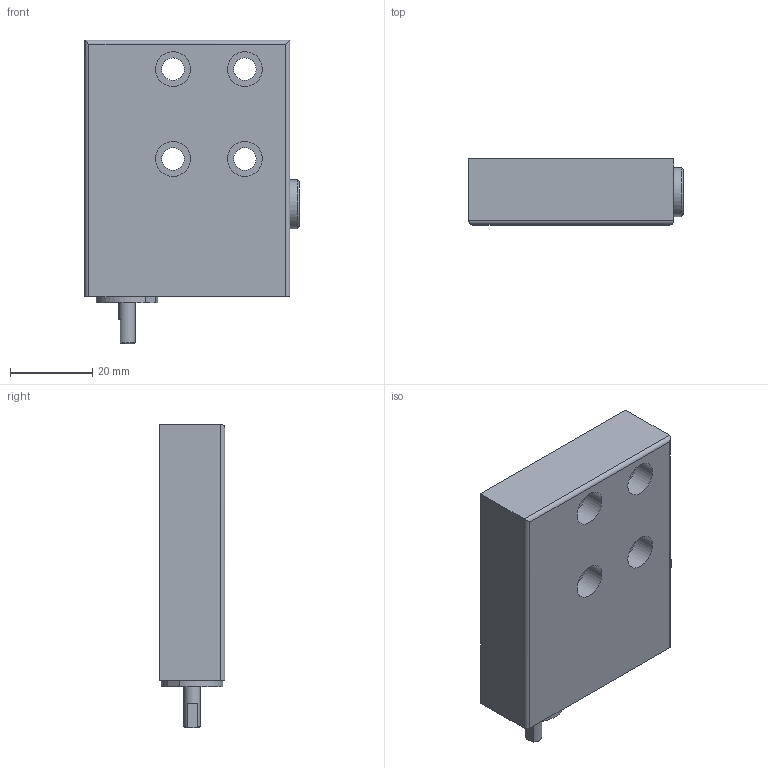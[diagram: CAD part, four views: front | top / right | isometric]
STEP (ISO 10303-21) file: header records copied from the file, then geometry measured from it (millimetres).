
FILE_DESCRIPTION(/* description */ (''),/* implementation_level */ '2;1');
FILE_NAME(/* name */ 'BodyV5.stp',/* time_stamp */ '2024-04-01T11:43:03+02:00',/* author */ ('top10'),/* organization */ (''),/* preprocessor_version */ 'ST-DEVELOPER v18.1',/* originating_system */ 'Autodesk Inventor 2021',/* authorisation */ '');
FILE_SCHEMA (('AUTOMOTIVE_DESIGN { 1 0 10303 214 3 1 1 }'));
Length unit declared in the file: millimetre
Products named in the file (14): BodyV4; Val_BodV3; rotarynozzle; outer_sleeve; iner_sleeve; endcap; bearing494; DIN 3771 - 4 x 1.8 - N - NBR 70; CheckBall; steelBall; checkBallValve; DIN 3771 - 8.76 x 1.8 - N - NBR 70; M10_HEX; M12_HEX
Assembly tree (17 placements, depth 3):
  BodyV4
    Val_BodV3
    rotarynozzle
      outer_sleeve
      iner_sleeve
      endcap
      bearing494
      DIN 3771 - 8.76 x 1.8 - N - NBR 70  x2
      DIN 3771 - 4 x 1.8 - N - NBR 70  x2
    CheckBall
      steelBall
      checkBallValve
      DIN 3771 - 8.76 x 1.8 - N - NBR 70  x2
    M10_HEX
    M12_HEX
Bounding box: 52.25 x 16 x 74 mm (x, y, z)
Volume: 43927.8 mm3; surface area: 22552.5 mm2
Topology: 15 solids, 15 shells, 212 faces, 619 edges, 438 vertices
Faces by surface type: cylinder 92, plane 78, torus 21, cone 20, sphere 1
Full cylindrical faces by diameter (mm): 0.5 x2, 4 x6, 4.4 x2, 4.5 x1, 5 x2, 5.5 x5, 6 x1, 7 x5, 8 x8, 8.3 x2, 8.5 x4, 9 x2, 9.3 x4, 9.6 x2, 10 x3, 10.5 x1, 11 x5, 12 x10, 13 x1
Entity records: 8502 total; most frequent: CARTESIAN_POINT 2565, DIRECTION 1168, ORIENTED_EDGE 1098, EDGE_CURVE 549, AXIS2_PLACEMENT_3D 487, VERTEX_POINT 390, EDGE_LOOP 271, CIRCLE 231
